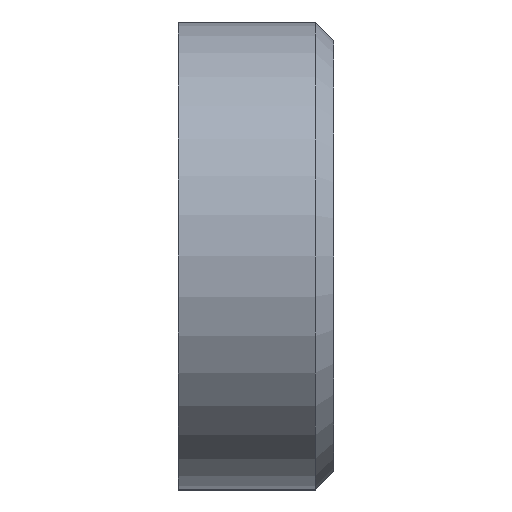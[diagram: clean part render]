
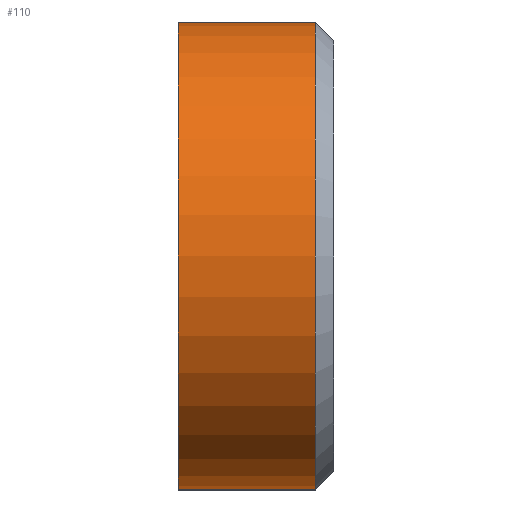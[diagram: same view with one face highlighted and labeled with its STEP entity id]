
A CAD part, left-side view. The second image highlights one B-rep face of the part: STEP entity #110.
In plain terms, the highlighted cylindrical face has radius 7.5 mm (diameter 15 mm), a partial arc.
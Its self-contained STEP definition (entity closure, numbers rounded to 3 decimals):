
#18 = LINE ( 'NONE', #486, #946 ) ;
#110 = ADVANCED_FACE ( 'NONE', ( #1415 ), #464, .T. ) ;
#204 = DIRECTION ( 'NONE',  ( 0., 0., -1. ) ) ;
#212 = CARTESIAN_POINT ( 'NONE',  ( -32., 0., 0. ) ) ;
#230 = DIRECTION ( 'NONE',  ( 0., 1., 0. ) ) ;
#253 = CARTESIAN_POINT ( 'NONE',  ( -32., -5., 0. ) ) ;
#271 = VERTEX_POINT ( 'NONE', #279 ) ;
#279 = CARTESIAN_POINT ( 'NONE',  ( -32., 0., -7.5 ) ) ;
#420 = CARTESIAN_POINT ( 'NONE',  ( -32., -5., -7.5 ) ) ;
#464 = CYLINDRICAL_SURFACE ( 'NONE', #1504, 7.5 ) ;
#482 = EDGE_CURVE ( 'NONE', #861, #271, #1359, .T. ) ;
#486 = CARTESIAN_POINT ( 'NONE',  ( -32., -5., 7.5 ) ) ;
#531 = VERTEX_POINT ( 'NONE', #536 ) ;
#536 = CARTESIAN_POINT ( 'NONE',  ( -32., -4.4, 7.5 ) ) ;
#560 = VECTOR ( 'NONE', #1129, 1000. ) ;
#622 = VERTEX_POINT ( 'NONE', #852 ) ;
#624 = CIRCLE ( 'NONE', #1021, 7.5 ) ;
#688 = EDGE_CURVE ( 'NONE', #531, #622, #18, .T. ) ;
#730 = ORIENTED_EDGE ( 'NONE', *, *, #482, .F. ) ;
#787 = CIRCLE ( 'NONE', #910, 7.5 ) ;
#803 = DIRECTION ( 'NONE',  ( 0., 0., 1. ) ) ;
#840 = ORIENTED_EDGE ( 'NONE', *, *, #688, .T. ) ;
#852 = CARTESIAN_POINT ( 'NONE',  ( -32., 0., 7.5 ) ) ;
#854 = EDGE_LOOP ( 'NONE', ( #730, #1170, #840, #1357 ) ) ;
#861 = VERTEX_POINT ( 'NONE', #1258 ) ;
#910 = AXIS2_PLACEMENT_3D ( 'NONE', #212, #230, #1147 ) ;
#943 = EDGE_CURVE ( 'NONE', #271, #622, #787, .T. ) ;
#946 = VECTOR ( 'NONE', #960, 1000. ) ;
#960 = DIRECTION ( 'NONE',  ( 0., 1., 0. ) ) ;
#1021 = AXIS2_PLACEMENT_3D ( 'NONE', #1036, #1486, #204 ) ;
#1036 = CARTESIAN_POINT ( 'NONE',  ( -32., -4.4, 0. ) ) ;
#1129 = DIRECTION ( 'NONE',  ( 0., 1., 0. ) ) ;
#1147 = DIRECTION ( 'NONE',  ( 0., 0., 1. ) ) ;
#1164 = DIRECTION ( 'NONE',  ( 0., 1., 0. ) ) ;
#1170 = ORIENTED_EDGE ( 'NONE', *, *, #1451, .T. ) ;
#1258 = CARTESIAN_POINT ( 'NONE',  ( -32., -4.4, -7.5 ) ) ;
#1357 = ORIENTED_EDGE ( 'NONE', *, *, #943, .F. ) ;
#1359 = LINE ( 'NONE', #420, #560 ) ;
#1415 = FACE_OUTER_BOUND ( 'NONE', #854, .T. ) ;
#1451 = EDGE_CURVE ( 'NONE', #861, #531, #624, .T. ) ;
#1486 = DIRECTION ( 'NONE',  ( 0., 1., 0. ) ) ;
#1504 = AXIS2_PLACEMENT_3D ( 'NONE', #253, #1164, #803 ) ;
